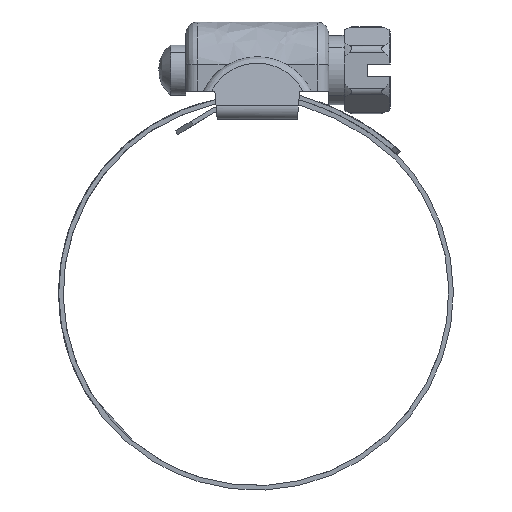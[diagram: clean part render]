
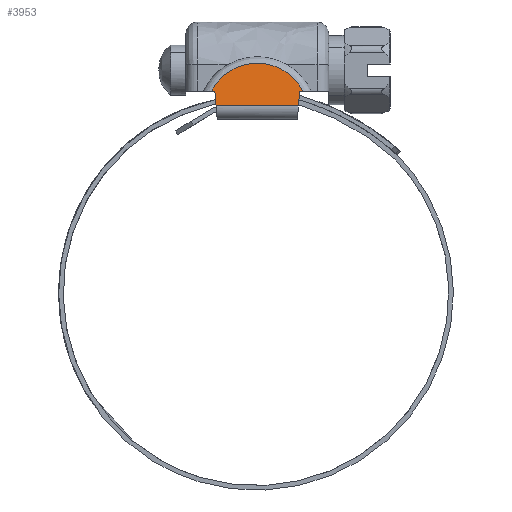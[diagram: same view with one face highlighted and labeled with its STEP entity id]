
A CAD part, front view. The second image highlights one B-rep face of the part: STEP entity #3953.
In plain terms, the highlighted free-form (B-spline) face has degree [1, 1] with [2, 2] control points.
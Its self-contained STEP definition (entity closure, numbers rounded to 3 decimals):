
#2883=CARTESIAN_POINT('',(-5.344,-7.786,11.202));
#2884=VERTEX_POINT('',#2883);
#2905=CARTESIAN_POINT('',(5.344,-7.786,11.202));
#2906=VERTEX_POINT('',#2905);
#2920=CARTESIAN_POINT('',(-5.344,-7.786,11.202));
#2921=CARTESIAN_POINT('',(5.344,-7.786,11.202));
#2922=QUASI_UNIFORM_CURVE('',1,(#2920,#2921),.UNSPECIFIED.,.F.,.U.);
#2923=EDGE_CURVE('',#2884,#2906,#2922,.T.);
#3114=CARTESIAN_POINT('',(-5.962,-7.502,13.077));
#3115=VERTEX_POINT('',#3114);
#3139=CARTESIAN_POINT('',(5.962,-7.502,13.077));
#3140=VERTEX_POINT('',#3139);
#3141=CARTESIAN_POINT('',(5.962,-7.502,13.077));
#3142=CARTESIAN_POINT('',(4.098,-6.948,16.727));
#3143=CARTESIAN_POINT('',(0.,-6.948,16.727));
#3144=CARTESIAN_POINT('',(-4.098,-6.948,16.727));
#3145=CARTESIAN_POINT('',(-5.962,-7.502,13.077));
#3153=(BOUNDED_CURVE()B_SPLINE_CURVE(2,(#3141,#3142,#3143,#3144,#3145),.UNSPECIFIED.,.F.,.U.)B_SPLINE_CURVE_WITH_KNOTS((3,2,3),(0.0,0.5,1.0),.UNSPECIFIED.)CURVE()GEOMETRIC_REPRESENTATION_ITEM()RATIONAL_B_SPLINE_CURVE((1.0,0.853,1.0,0.853,1.0))REPRESENTATION_ITEM(''));
#3154=EDGE_CURVE('',#3140,#3115,#3153,.T.);
#3920=CARTESIAN_POINT('',(-6.558,-6.906,17.003));
#3921=CARTESIAN_POINT('',(-6.558,-7.828,10.926));
#3922=CARTESIAN_POINT('',(6.558,-6.906,17.003));
#3923=CARTESIAN_POINT('',(6.558,-7.828,10.926));
#3924=B_SPLINE_SURFACE_WITH_KNOTS('',1,1,((#3920,#3922),(#3921,#3923)),.UNSPECIFIED.,.F.,.F.,.U.,(2,2),(2,2),(0.0,6.147),(0.0,13.116),.UNSPECIFIED.);
#3925=CARTESIAN_POINT('',(-5.5,-7.502,13.077));
#3926=VERTEX_POINT('',#3925);
#3927=CARTESIAN_POINT('',(-5.5,-7.502,13.077));
#3928=CARTESIAN_POINT('',(-5.344,-7.786,11.202));
#3929=QUASI_UNIFORM_CURVE('',1,(#3927,#3928),.UNSPECIFIED.,.F.,.U.);
#3930=EDGE_CURVE('',#3926,#2884,#3929,.T.);
#3931=ORIENTED_EDGE('',*,*,#3930,.T.);
#3932=ORIENTED_EDGE('',*,*,#2923,.T.);
#3933=CARTESIAN_POINT('',(5.5,-7.502,13.077));
#3934=VERTEX_POINT('',#3933);
#3935=CARTESIAN_POINT('',(5.344,-7.786,11.202));
#3936=CARTESIAN_POINT('',(5.5,-7.502,13.077));
#3937=QUASI_UNIFORM_CURVE('',1,(#3935,#3936),.UNSPECIFIED.,.F.,.U.);
#3938=EDGE_CURVE('',#2906,#3934,#3937,.T.);
#3939=ORIENTED_EDGE('',*,*,#3938,.T.);
#3940=CARTESIAN_POINT('',(5.5,-7.502,13.077));
#3941=CARTESIAN_POINT('',(5.962,-7.502,13.077));
#3942=QUASI_UNIFORM_CURVE('',1,(#3940,#3941),.UNSPECIFIED.,.F.,.U.);
#3943=EDGE_CURVE('',#3934,#3140,#3942,.T.);
#3944=ORIENTED_EDGE('',*,*,#3943,.T.);
#3945=ORIENTED_EDGE('',*,*,#3154,.T.);
#3946=CARTESIAN_POINT('',(-5.962,-7.502,13.077));
#3947=CARTESIAN_POINT('',(-5.5,-7.502,13.077));
#3948=QUASI_UNIFORM_CURVE('',1,(#3946,#3947),.UNSPECIFIED.,.F.,.U.);
#3949=EDGE_CURVE('',#3115,#3926,#3948,.T.);
#3950=ORIENTED_EDGE('',*,*,#3949,.T.);
#3951=EDGE_LOOP('',(#3931,#3932,#3939,#3944,#3945,#3950));
#3952=FACE_OUTER_BOUND('',#3951,.T.);
#3953=ADVANCED_FACE('',(#3952),#3924,.T.);
